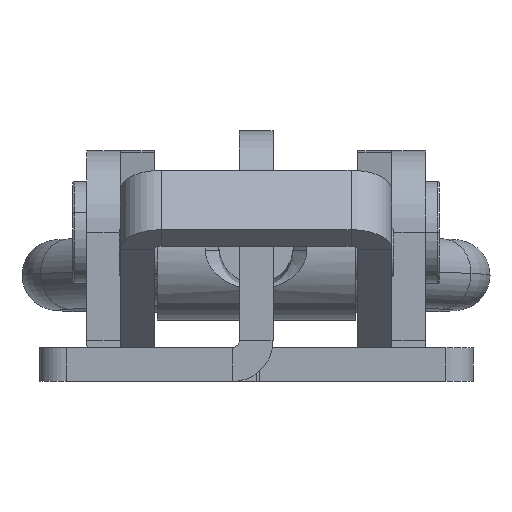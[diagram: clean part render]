
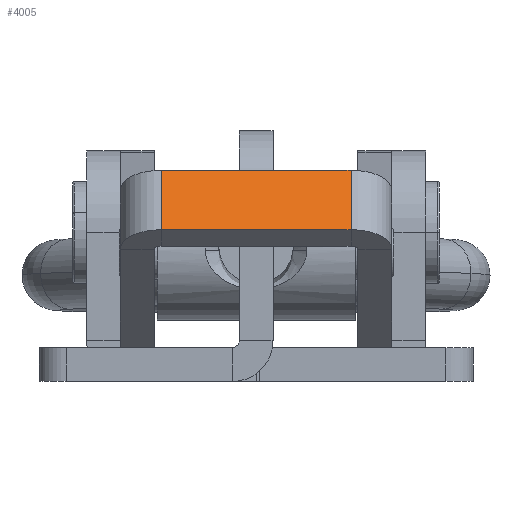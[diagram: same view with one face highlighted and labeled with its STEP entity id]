
A CAD part, front view. The second image highlights one B-rep face of the part: STEP entity #4005.
In plain terms, the highlighted face is planar.
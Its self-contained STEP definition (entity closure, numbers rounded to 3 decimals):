
#16 = DIRECTION ( 'NONE',  ( 0., -0.53, 0.848 ) ) ;
#319 = FACE_OUTER_BOUND ( 'NONE', #4097, .T. ) ;
#483 = AXIS2_PLACEMENT_3D ( 'NONE', #1152, #16, #2720 ) ;
#550 = LINE ( 'NONE', #3782, #4348 ) ;
#569 = CARTESIAN_POINT ( 'NONE',  ( 14.5, 13.779, -56.615 ) ) ;
#615 = LINE ( 'NONE', #3069, #3614 ) ;
#670 = CARTESIAN_POINT ( 'NONE',  ( 0.5, 13.779, -56.615 ) ) ;
#731 = DIRECTION ( 'NONE',  ( 0., -0.848, -0.53 ) ) ;
#828 = ORIENTED_EDGE ( 'NONE', *, *, #2021, .T. ) ;
#936 = EDGE_CURVE ( 'NONE', #3343, #2177, #550, .T. ) ;
#1022 = CARTESIAN_POINT ( 'NONE',  ( 14.5, 9.539, -59.265 ) ) ;
#1088 = EDGE_CURVE ( 'NONE', #2505, #3343, #615, .T. ) ;
#1152 = CARTESIAN_POINT ( 'NONE',  ( 0., 29.312, -46.909 ) ) ;
#1237 = EDGE_CURVE ( 'NONE', #1422, #2177, #1872, .T. ) ;
#1320 = CARTESIAN_POINT ( 'NONE',  ( 0.5, 29.312, -46.909 ) ) ;
#1422 = VERTEX_POINT ( 'NONE', #670 ) ;
#1680 = LINE ( 'NONE', #2061, #1806 ) ;
#1785 = CARTESIAN_POINT ( 'NONE',  ( 0.5, 9.539, -59.265 ) ) ;
#1806 = VECTOR ( 'NONE', #4416, 1000. ) ;
#1872 = LINE ( 'NONE', #1320, #3981 ) ;
#2021 = EDGE_CURVE ( 'NONE', #1422, #2505, #1680, .T. ) ;
#2061 = CARTESIAN_POINT ( 'NONE',  ( 15., 13.779, -56.615 ) ) ;
#2177 = VERTEX_POINT ( 'NONE', #1785 ) ;
#2341 = PLANE ( 'NONE',  #483 ) ;
#2505 = VERTEX_POINT ( 'NONE', #569 ) ;
#2720 = DIRECTION ( 'NONE',  ( 0., -0.848, -0.53 ) ) ;
#2768 = ORIENTED_EDGE ( 'NONE', *, *, #1088, .T. ) ;
#2908 = DIRECTION ( 'NONE',  ( 0., -0.848, -0.53 ) ) ;
#2952 = ORIENTED_EDGE ( 'NONE', *, *, #936, .T. ) ;
#3069 = CARTESIAN_POINT ( 'NONE',  ( 14.5, 13.779, -56.615 ) ) ;
#3343 = VERTEX_POINT ( 'NONE', #1022 ) ;
#3614 = VECTOR ( 'NONE', #731, 1000. ) ;
#3782 = CARTESIAN_POINT ( 'NONE',  ( 0., 9.539, -59.265 ) ) ;
#3981 = VECTOR ( 'NONE', #2908, 1000. ) ;
#4005 = ADVANCED_FACE ( 'NONE', ( #319 ), #2341, .F. ) ;
#4097 = EDGE_LOOP ( 'NONE', ( #2768, #2952, #4180, #828 ) ) ;
#4180 = ORIENTED_EDGE ( 'NONE', *, *, #1237, .F. ) ;
#4348 = VECTOR ( 'NONE', #4564, 1000. ) ;
#4416 = DIRECTION ( 'NONE',  ( 1., 0., 0. ) ) ;
#4564 = DIRECTION ( 'NONE',  ( -1., 0., 0. ) ) ;
